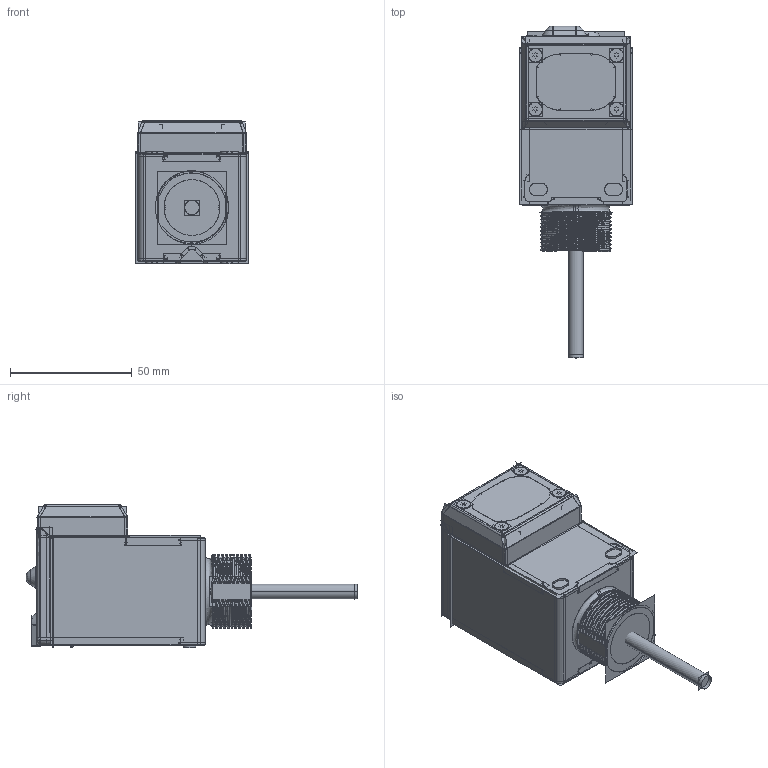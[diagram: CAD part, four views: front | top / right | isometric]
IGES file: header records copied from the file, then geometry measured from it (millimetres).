
Start section:  PTC IGES file: 156698_sm01.igs
Global section: file name: 156698_sm01.igs; native system: Creo Parametric by PTC Inc.; preprocessor: 2019292; author: PDMAdmin; organization: Unknown; date: 20221129.140436; units: millimetre
Bounding box: 46.28 x 136.13 x 58.97 mm (x, y, z)
Volume: 153291.2 mm3; surface area: 153484.9 mm2
Topology: 2 solids, 2 shells, 1516 faces, 7710 edges, 9600 vertices
Faces by surface type: bspline 890, revolution 626
